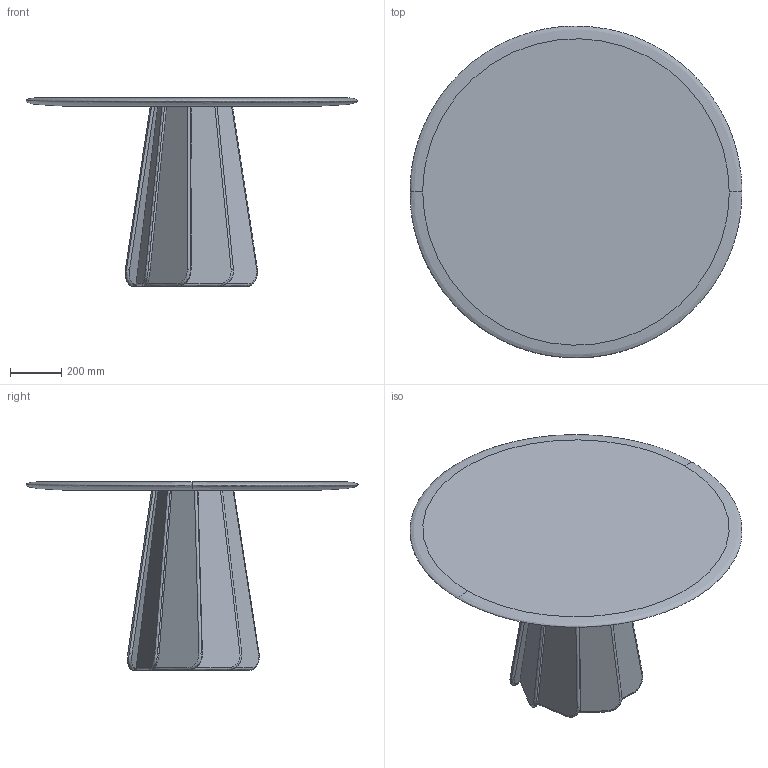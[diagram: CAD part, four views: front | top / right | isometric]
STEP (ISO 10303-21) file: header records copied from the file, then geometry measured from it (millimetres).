
FILE_DESCRIPTION(/* description */ (''),/* implementation_level */ '2;1');
FILE_NAME(/* name */ 'V&Z_Brezina_IRIS_stul',/* time_stamp */ '2022-05-09T17:10:31+02:00',/* author */ (''),/* organization */ (''),/* preprocessor_version */ 'ST-DEVELOPER v15',/* originating_system */ '',/* authorisation */ '');
FILE_SCHEMA (('CONFIG_CONTROL_DESIGN'));
Length unit declared in the file: millimetre
Products named in the file (1): Document
Bounding box: 1299.87 x 1300 x 738.52 mm (x, y, z)
Volume: 64214311.2 mm3; surface area: 5638903 mm2
Topology: 12 solids, 12 shells, 143 faces, 321 edges, 202 vertices
Faces by surface type: bspline 143
Entity records: 13217 total; most frequent: CARTESIAN_POINT 8999, B_SPLINE_CURVE_WITH_KNOTS 827, ORIENTED_EDGE 642, PCURVE 642, DEFINITIONAL_REPRESENTATION 642, SURFACE_CURVE 321, EDGE_CURVE 321, VERTEX_POINT 202
